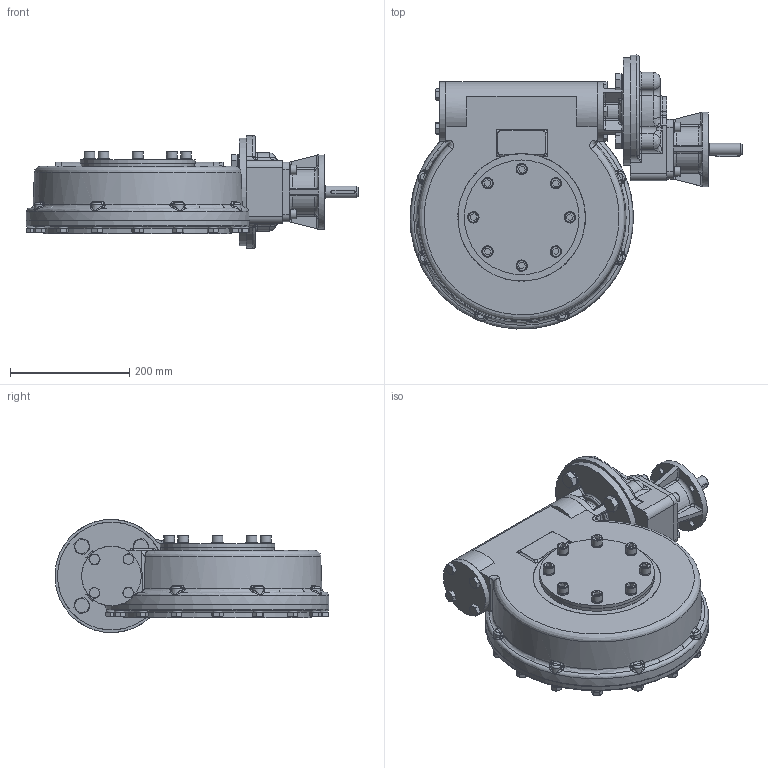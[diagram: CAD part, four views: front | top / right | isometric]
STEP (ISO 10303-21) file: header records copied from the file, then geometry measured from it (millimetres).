
FILE_DESCRIPTION(/* description */ ('Unknown'),/* implementation_level */ '2;1');
FILE_NAME(/* name */ 'PUB-MTW6-IR1S SIMPLIFIED',/* time_stamp */ '2021-04-29T13:54:48+01:00',/* author */ ('Unknown'),/* organization */ ('Unknown'),/* preprocessor_version */ 'ST-DEVELOPER v16.7',/* originating_system */ 'Solid Edge',/* authorisation */ 'Unknown');
FILE_SCHEMA (('AUTOMOTIVE_DESIGN {1 0 10303 214 3 1 1}'));
Products named in the file (1): PUB-MTW6-IR1S SIMPLIFIED
Bounding box: 556.99 x 459.59 x 189.82 mm (x, y, z)
Volume: 7336793.8 mm3; surface area: 1396009.1 mm2
Topology: 82 solids, 82 shells, 2801 faces, 6706 edges, 4173 vertices
Faces by surface type: plane 1449, cylinder 537, cone 304, bspline 263, torus 195, sphere 53
Full cylindrical faces by diameter (mm): 8.376 x43, 10 x44, 10.1 x16, 10.25 x4, 10.5 x8, 10.7 x20, 11 x20, 12 x8, 12.5 x8, 13 x16, 13.835 x4, 16 x8, 16.299 x8, 16.5 x4, 16.6 x20, 18 x8, 19 x8, 20 x2, 20.75 x1, 30 x3, 30.32 x2, 35 x2, 35.105 x1, 35.12 x1, 38 x1, 48 x1, 55.02 x1, 56.55 x2, 61.94 x4, 62 x4
Entity records: 98837 total; most frequent: CARTESIAN_POINT 26248, ORIENTED_EDGE 11870, DIRECTION 11283, EDGE_CURVE 5935, AXIS2_PLACEMENT_3D 4324, VERTEX_POINT 4005, FACE_BOUND 3698, EDGE_LOOP 3668
